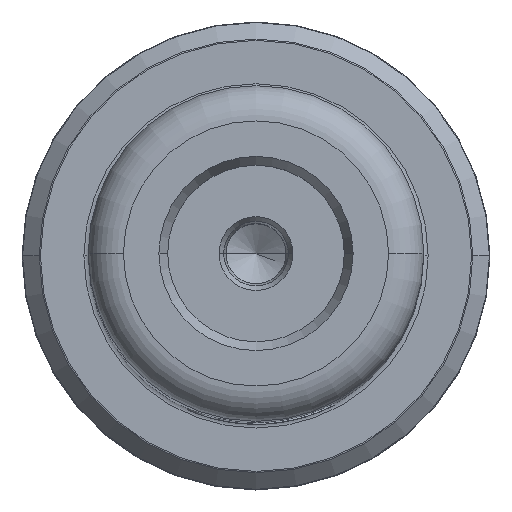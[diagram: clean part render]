
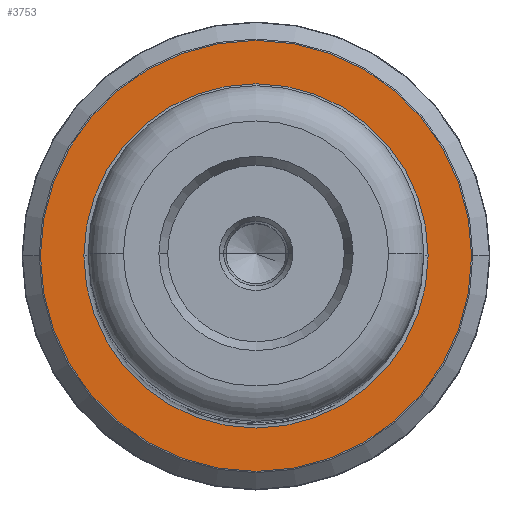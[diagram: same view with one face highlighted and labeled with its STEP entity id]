
A CAD part, top view. The second image highlights one B-rep face of the part: STEP entity #3753.
In plain terms, the highlighted planar face has unit normal (0, 0, 1).
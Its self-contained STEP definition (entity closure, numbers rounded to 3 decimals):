
#266 = CARTESIAN_POINT ( 'NONE',  ( 0., 0., 39. ) ) ;
#322 = CARTESIAN_POINT ( 'NONE',  ( 24.417, 0., 39. ) ) ;
#505 = DIRECTION ( 'NONE',  ( 1., 0., 0. ) ) ;
#556 = EDGE_CURVE ( 'NONE', #2392, #3487, #3180, .T. ) ;
#734 = FACE_OUTER_BOUND ( 'NONE', #2310, .T. ) ;
#819 = AXIS2_PLACEMENT_3D ( 'NONE', #1558, #1820, #1901 ) ;
#935 = ORIENTED_EDGE ( 'NONE', *, *, #556, .T. ) ;
#1153 = EDGE_CURVE ( 'NONE', #1920, #2647, #3598, .T. ) ;
#1226 = DIRECTION ( 'NONE',  ( 1., 0., 0. ) ) ;
#1338 = PLANE ( 'NONE',  #1398 ) ;
#1398 = AXIS2_PLACEMENT_3D ( 'NONE', #3511, #2587, #3847 ) ;
#1558 = CARTESIAN_POINT ( 'NONE',  ( 0., 0., 39. ) ) ;
#1820 = DIRECTION ( 'NONE',  ( 0., 0., -1. ) ) ;
#1835 = AXIS2_PLACEMENT_3D ( 'NONE', #266, #2232, #1226 ) ;
#1901 = DIRECTION ( 'NONE',  ( -1., 0., 0. ) ) ;
#1920 = VERTEX_POINT ( 'NONE', #2323 ) ;
#2023 = EDGE_CURVE ( 'NONE', #2647, #1920, #3739, .T. ) ;
#2180 = ORIENTED_EDGE ( 'NONE', *, *, #2023, .T. ) ;
#2232 = DIRECTION ( 'NONE',  ( 0., 0., 1. ) ) ;
#2310 = EDGE_LOOP ( 'NONE', ( #3086, #935 ) ) ;
#2323 = CARTESIAN_POINT ( 'NONE',  ( 19.5, 0., 39. ) ) ;
#2324 = ORIENTED_EDGE ( 'NONE', *, *, #1153, .T. ) ;
#2381 = CARTESIAN_POINT ( 'NONE',  ( -24.417, 0., 39. ) ) ;
#2392 = VERTEX_POINT ( 'NONE', #2381 ) ;
#2482 = AXIS2_PLACEMENT_3D ( 'NONE', #4004, #3408, #3327 ) ;
#2576 = EDGE_LOOP ( 'NONE', ( #2180, #2324 ) ) ;
#2587 = DIRECTION ( 'NONE',  ( 0., 0., 1. ) ) ;
#2588 = CARTESIAN_POINT ( 'NONE',  ( -19.5, 0., 39. ) ) ;
#2647 = VERTEX_POINT ( 'NONE', #2588 ) ;
#2871 = FACE_BOUND ( 'NONE', #2576, .T. ) ;
#3086 = ORIENTED_EDGE ( 'NONE', *, *, #3196, .T. ) ;
#3180 = CIRCLE ( 'NONE', #4047, 24.417 ) ;
#3196 = EDGE_CURVE ( 'NONE', #3487, #2392, #3561, .T. ) ;
#3327 = DIRECTION ( 'NONE',  ( -1., 0., 0. ) ) ;
#3408 = DIRECTION ( 'NONE',  ( 0., 0., -1. ) ) ;
#3487 = VERTEX_POINT ( 'NONE', #322 ) ;
#3511 = CARTESIAN_POINT ( 'NONE',  ( 0., 0., 39. ) ) ;
#3561 = CIRCLE ( 'NONE', #1835, 24.417 ) ;
#3598 = CIRCLE ( 'NONE', #819, 19.5 ) ;
#3654 = CARTESIAN_POINT ( 'NONE',  ( 0., 0., 39. ) ) ;
#3674 = DIRECTION ( 'NONE',  ( 0., 0., 1. ) ) ;
#3739 = CIRCLE ( 'NONE', #2482, 19.5 ) ;
#3753 = ADVANCED_FACE ( 'NONE', ( #2871, #734 ), #1338, .T. ) ;
#3847 = DIRECTION ( 'NONE',  ( 1., 0., 0. ) ) ;
#4004 = CARTESIAN_POINT ( 'NONE',  ( 0., 0., 39. ) ) ;
#4047 = AXIS2_PLACEMENT_3D ( 'NONE', #3654, #3674, #505 ) ;
